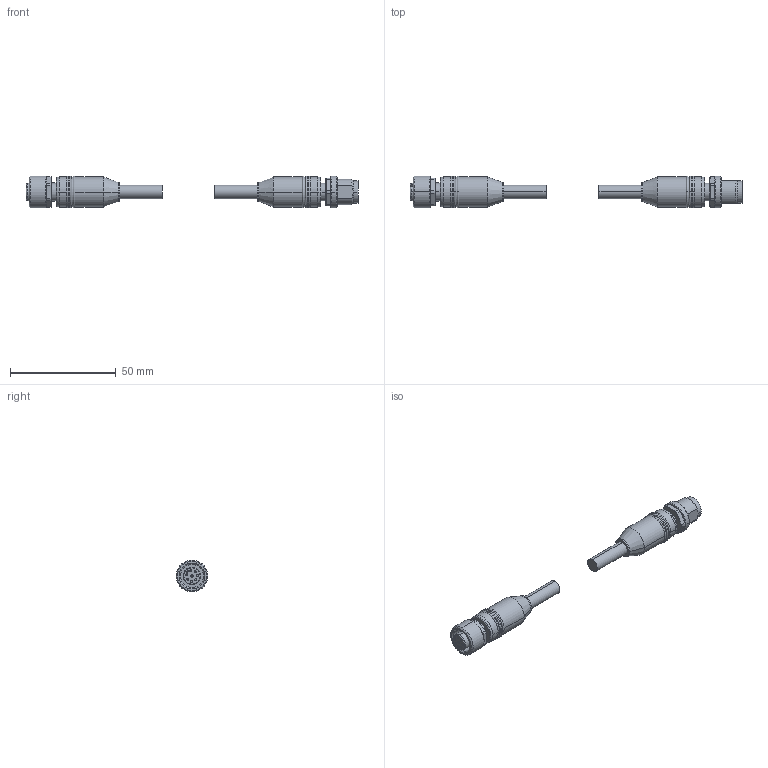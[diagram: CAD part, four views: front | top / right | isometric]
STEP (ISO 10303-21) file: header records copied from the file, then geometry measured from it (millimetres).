
FILE_DESCRIPTION (( 'STEP AP203' ), '1' );
FILE_NAME ('7000-48001-2920500.step', '2025-06-04T19:00:24', ( '' ), ( '' ), 'SwSTEP 2.0', 'SolidWorks 2024', '' );
FILE_SCHEMA (( 'CONFIG_CONTROL_DESIGN' ));
Length unit declared in the file: millimetre
Products named in the file (3): 7000-48001-2920500_FEMALE; 7000-48001-2920500_MALE; 7000-48001-2920500
Assembly tree (2 placements, depth 2):
  7000-48001-2920500
    7000-48001-2920500_FEMALE
    7000-48001-2920500_MALE
Bounding box: 156.7 x 15 x 15 mm (x, y, z)
Volume: 13205.9 mm3; surface area: 6613.8 mm2
Topology: 2 solids, 2 shells, 222 faces, 514 edges, 324 vertices
Faces by surface type: cylinder 89, plane 64, torus 36, cone 33
Entity records: 6700 total; most frequent: DIRECTION 1249, CARTESIAN_POINT 1125, ORIENTED_EDGE 1028, AXIS2_PLACEMENT_3D 538, EDGE_CURVE 514, VERTEX_POINT 324, CIRCLE 311, EDGE_LOOP 250
